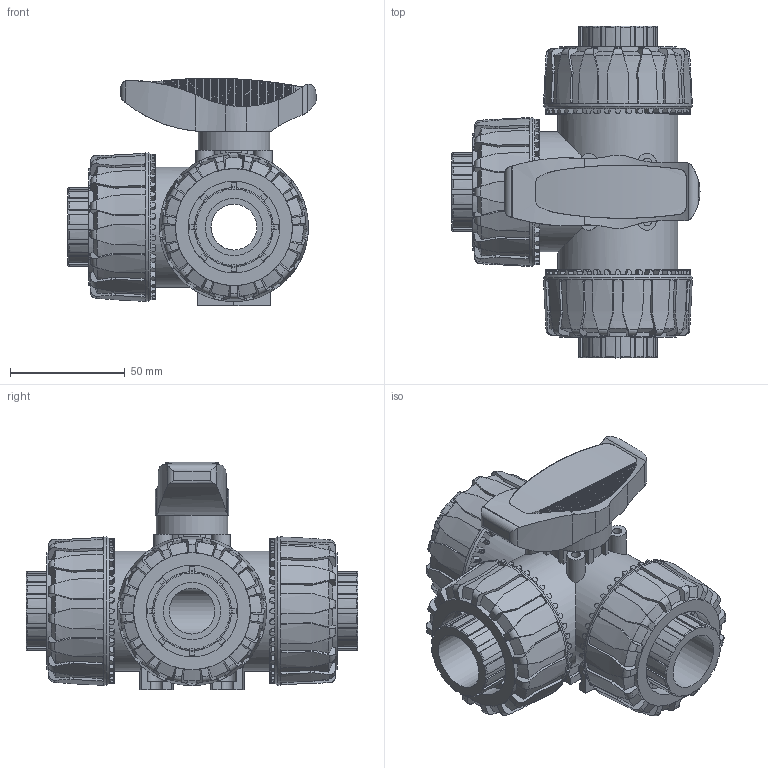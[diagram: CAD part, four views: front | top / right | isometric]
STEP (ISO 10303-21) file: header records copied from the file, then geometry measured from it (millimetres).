
FILE_DESCRIPTION(/* description */ (''),/* implementation_level */ '2;1');
FILE_NAME(/* name */ 'TKDIV025E.iam.stp',/* time_stamp */ '2013-10-01T10:28:16+02:00',/* author */ ('bfaro'),/* organization */ (''),/* preprocessor_version */ 'ST-DEVELOPER v15.2',/* originating_system */ 'Autodesk Inventor 2014',/* authorisation */ '');
FILE_SCHEMA (('AUTOMOTIVE_DESIGN { 1 0 10303 214 3 1 1 }'));
Length unit declared in the file: millimetre
Products named in the file (5): corpo valvola TKD 25; NTVKD025V; ENDIV025; 1MNC032; TKDIV025E
Bounding box: 108.22 x 144.8 x 99.23 mm (x, y, z)
Volume: 448365.7 mm3; surface area: 111872.4 mm2
Topology: 8 solids, 8 shells, 2465 faces, 6967 edges, 4535 vertices
Faces by surface type: plane 1333, cylinder 586, cone 429, torus 117
Full cylindrical faces by diameter (mm): 4 x4, 20 x5, 25 x3, 31.225 x1, 34.4 x3, 43.8 x3, 44.6 x3, 48.5 x3, 52.4 x2, 65 x3
Entity records: 39171 total; most frequent: CARTESIAN_POINT 9918, ORIENTED_EDGE 6312, DIRECTION 6262, EDGE_CURVE 3156, AXIS2_PLACEMENT_3D 2500, VERTEX_POINT 2079, LINE 1262, VECTOR 1262
